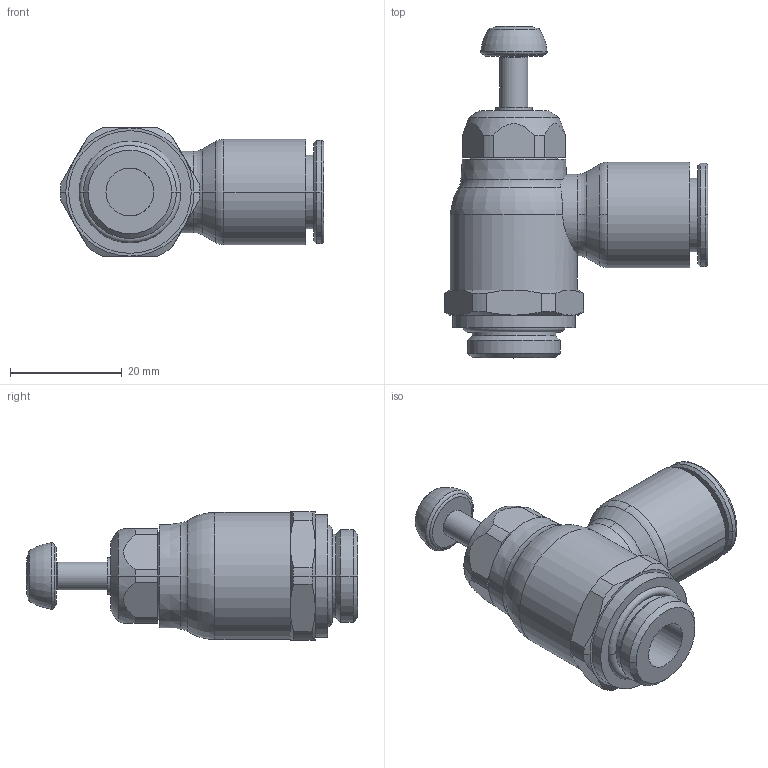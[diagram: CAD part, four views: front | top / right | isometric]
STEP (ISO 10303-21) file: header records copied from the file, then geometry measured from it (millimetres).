
FILE_DESCRIPTION(('STEP AP214'),'1');
FILE_NAME('7060_12_17.stp','2016-07-07T14:54:26',('TraceParts'),('TraceParts S.A.'),'Spatial InterOp 3D',' ',' ');
FILE_SCHEMA(('automotive_design'));
Length unit declared in the file: millimetre
Products named in the file (1): 1
Bounding box: 47.27 x 59.54 x 23 mm (x, y, z)
Volume: 16172.2 mm3; surface area: 8168.6 mm2
Topology: 1 solids, 1 shells, 116 faces, 296 edges, 192 vertices
Faces by surface type: cylinder 39, cone 32, plane 29, torus 16
Full cylindrical faces by diameter (mm): 5 x2, 22.801 x1
Entity records: 3845 total; most frequent: CARTESIAN_POINT 1012, DIRECTION 638, ORIENTED_EDGE 570, EDGE_CURVE 285, AXIS2_PLACEMENT_3D 278, VERTEX_POINT 192, CIRCLE 161, EDGE_LOOP 140
